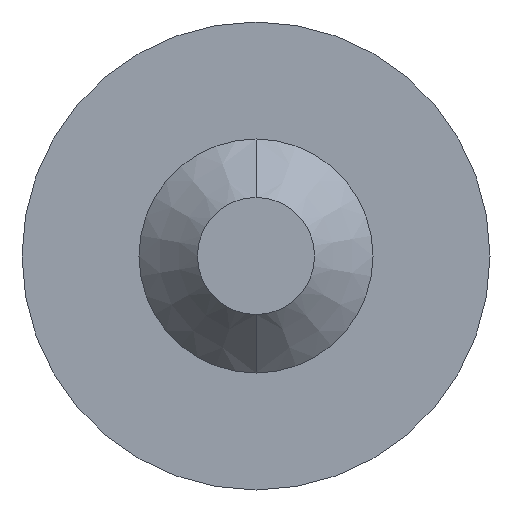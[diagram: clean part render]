
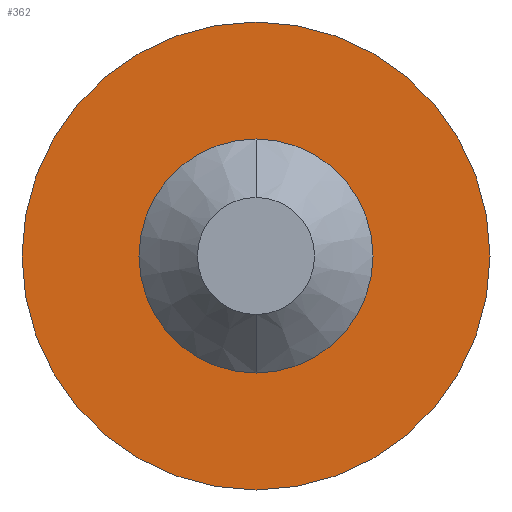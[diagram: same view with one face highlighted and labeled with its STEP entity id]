
A CAD part, front view. The second image highlights one B-rep face of the part: STEP entity #362.
In plain terms, the highlighted planar face has unit normal (0, -1, 0).
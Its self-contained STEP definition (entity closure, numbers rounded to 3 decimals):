
#2 = FACE_OUTER_BOUND ( 'NONE', #332, .T. ) ;
#23 = EDGE_CURVE ( 'NONE', #359, #179, #451, .T. ) ;
#26 = CIRCLE ( 'NONE', #279, 2. ) ;
#35 = AXIS2_PLACEMENT_3D ( 'NONE', #237, #567, #233 ) ;
#49 = ORIENTED_EDGE ( 'NONE', *, *, #23, .T. ) ;
#69 = EDGE_CURVE ( 'NONE', #525, #535, #191, .T. ) ;
#122 = DIRECTION ( 'NONE',  ( 0., 0., 1. ) ) ;
#125 = CARTESIAN_POINT ( 'NONE',  ( 0., 0., 1. ) ) ;
#146 = AXIS2_PLACEMENT_3D ( 'NONE', #514, #276, #153 ) ;
#153 = DIRECTION ( 'NONE',  ( 0., 0., 1. ) ) ;
#174 = CARTESIAN_POINT ( 'NONE',  ( 0., 0., 0. ) ) ;
#179 = VERTEX_POINT ( 'NONE', #571 ) ;
#191 = CIRCLE ( 'NONE', #146, 1. ) ;
#215 = DIRECTION ( 'NONE',  ( 0., 1., 0. ) ) ;
#218 = DIRECTION ( 'NONE',  ( 0., -1., 0. ) ) ;
#233 = DIRECTION ( 'NONE',  ( 0., 0., -1. ) ) ;
#237 = CARTESIAN_POINT ( 'NONE',  ( 0., 0., 0. ) ) ;
#248 = ORIENTED_EDGE ( 'NONE', *, *, #352, .T. ) ;
#252 = AXIS2_PLACEMENT_3D ( 'NONE', #382, #215, #122 ) ;
#256 = AXIS2_PLACEMENT_3D ( 'NONE', #174, #218, #258 ) ;
#258 = DIRECTION ( 'NONE',  ( 0., 0., -1. ) ) ;
#276 = DIRECTION ( 'NONE',  ( 0., 1., 0. ) ) ;
#279 = AXIS2_PLACEMENT_3D ( 'NONE', #536, #582, #341 ) ;
#287 = EDGE_CURVE ( 'NONE', #535, #525, #456, .T. ) ;
#332 = EDGE_LOOP ( 'NONE', ( #248, #49 ) ) ;
#341 = DIRECTION ( 'NONE',  ( 0., 0., -1. ) ) ;
#344 = CARTESIAN_POINT ( 'NONE',  ( 0., 0., 2. ) ) ;
#352 = EDGE_CURVE ( 'NONE', #179, #359, #26, .T. ) ;
#359 = VERTEX_POINT ( 'NONE', #344 ) ;
#362 = ADVANCED_FACE ( 'NONE', ( #402, #2 ), #400, .T. ) ;
#368 = ORIENTED_EDGE ( 'NONE', *, *, #69, .T. ) ;
#382 = CARTESIAN_POINT ( 'NONE',  ( 0., 0., 0. ) ) ;
#388 = ORIENTED_EDGE ( 'NONE', *, *, #287, .T. ) ;
#396 = EDGE_LOOP ( 'NONE', ( #368, #388 ) ) ;
#400 = PLANE ( 'NONE',  #256 ) ;
#402 = FACE_BOUND ( 'NONE', #396, .T. ) ;
#451 = CIRCLE ( 'NONE', #35, 2. ) ;
#453 = CARTESIAN_POINT ( 'NONE',  ( 0., 0., -1. ) ) ;
#456 = CIRCLE ( 'NONE', #252, 1. ) ;
#514 = CARTESIAN_POINT ( 'NONE',  ( 0., 0., 0. ) ) ;
#525 = VERTEX_POINT ( 'NONE', #125 ) ;
#535 = VERTEX_POINT ( 'NONE', #453 ) ;
#536 = CARTESIAN_POINT ( 'NONE',  ( 0., 0., 0. ) ) ;
#567 = DIRECTION ( 'NONE',  ( 0., -1., 0. ) ) ;
#571 = CARTESIAN_POINT ( 'NONE',  ( 0., 0., -2. ) ) ;
#582 = DIRECTION ( 'NONE',  ( 0., -1., 0. ) ) ;
